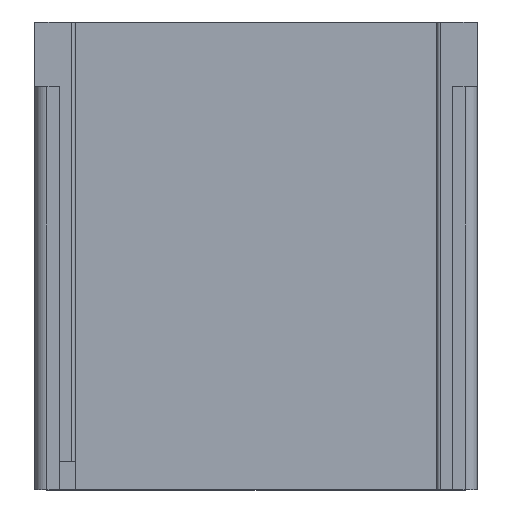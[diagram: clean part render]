
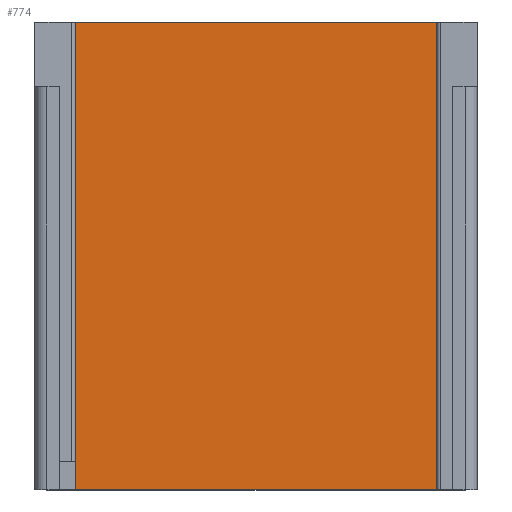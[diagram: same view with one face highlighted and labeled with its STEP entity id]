
A CAD part, top view. The second image highlights one B-rep face of the part: STEP entity #774.
In plain terms, the highlighted planar face has unit normal (0, 0, 1).
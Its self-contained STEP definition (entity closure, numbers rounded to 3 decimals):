
#99=FACE_OUTER_BOUND('',#145,.T.);
#145=EDGE_LOOP('',(#702,#703,#704,#705));
#168=LINE('',#1136,#250);
#185=LINE('',#1179,#267);
#225=LINE('',#1290,#307);
#227=LINE('',#1294,#309);
#250=VECTOR('',#900,10.);
#267=VECTOR('',#937,10.);
#307=VECTOR('',#1065,10.);
#309=VECTOR('',#1071,10.);
#337=VERTEX_POINT('',#1133);
#338=VERTEX_POINT('',#1135);
#353=VERTEX_POINT('',#1176);
#354=VERTEX_POINT('',#1178);
#411=EDGE_CURVE('',#337,#338,#168,.T.);
#433=EDGE_CURVE('',#353,#354,#185,.T.);
#487=EDGE_CURVE('',#353,#338,#225,.T.);
#489=EDGE_CURVE('',#337,#354,#227,.T.);
#702=ORIENTED_EDGE('',*,*,#487,.T.);
#703=ORIENTED_EDGE('',*,*,#411,.F.);
#704=ORIENTED_EDGE('',*,*,#489,.T.);
#705=ORIENTED_EDGE('',*,*,#433,.F.);
#733=PLANE('',#855);
#774=ADVANCED_FACE('',(#99),#733,.T.);
#855=AXIS2_PLACEMENT_3D('',#1295,#1072,#1073);
#900=DIRECTION('',(-1.,0.,0.));
#937=DIRECTION('',(1.,0.,0.));
#1065=DIRECTION('',(0.,-1.,0.));
#1071=DIRECTION('',(0.,1.,0.));
#1072=DIRECTION('center_axis',(0.,0.,
1.));
#1073=DIRECTION('ref_axis',(-1.,0.,0.));
#1133=CARTESIAN_POINT('',(46.717,-73.558,-10.619));
#1135=CARTESIAN_POINT('',(-42.343,-73.558,-10.619));
#1136=CARTESIAN_POINT('',(-22.578,-73.558,-10.619));
#1176=CARTESIAN_POINT('',(-42.343,41.786,-10.619));
#1178=CARTESIAN_POINT('',(46.717,41.786,-10.619));
#1179=CARTESIAN_POINT('',(-24.578,41.786,-10.619));
#1290=CARTESIAN_POINT('',(-42.343,-63.558,-10.619));
#1294=CARTESIAN_POINT('',(46.717,20.45,-10.619));
#1295=CARTESIAN_POINT('Origin',(2.187,-0.886,-10.619));
